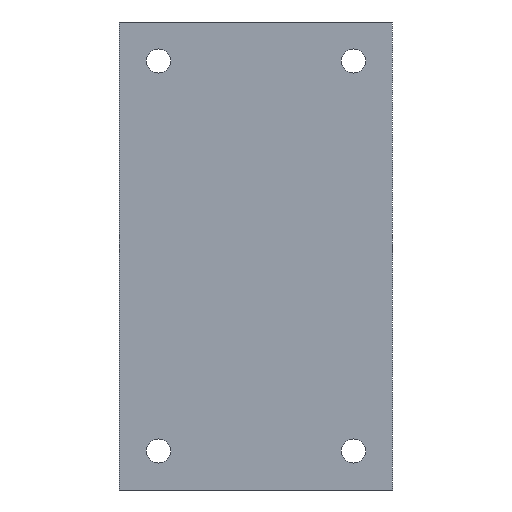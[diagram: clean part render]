
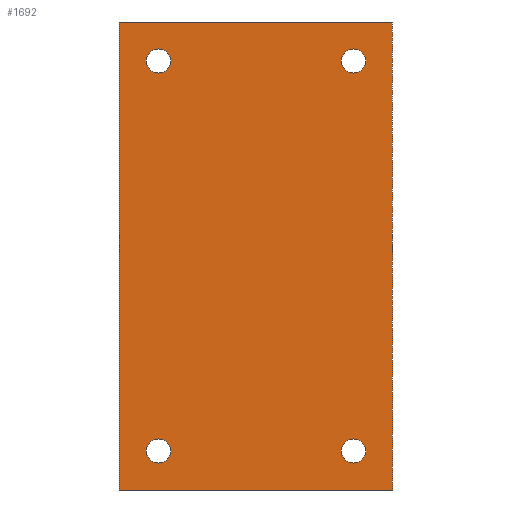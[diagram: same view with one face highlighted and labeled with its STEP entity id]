
A CAD part, front view. The second image highlights one B-rep face of the part: STEP entity #1692.
In plain terms, the highlighted planar face has unit normal (0, -1, 0).
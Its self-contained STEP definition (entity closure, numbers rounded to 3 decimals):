
#5 = CARTESIAN_POINT ( 'NONE',  ( -17.5, 0., -30. ) ) ;
#7 = EDGE_LOOP ( 'NONE', ( #1874, #483 ) ) ;
#35 = CARTESIAN_POINT ( 'NONE',  ( -12.5, 0., -25. ) ) ;
#67 = EDGE_LOOP ( 'NONE', ( #1086, #244, #2214, #1768 ) ) ;
#72 = CARTESIAN_POINT ( 'NONE',  ( 12.5, 0., -26.55 ) ) ;
#98 = VERTEX_POINT ( 'NONE', #195 ) ;
#108 = DIRECTION ( 'NONE',  ( 0., 1., 0. ) ) ;
#110 = VERTEX_POINT ( 'NONE', #1808 ) ;
#125 = VECTOR ( 'NONE', #1833, 1000. ) ;
#154 = VERTEX_POINT ( 'NONE', #556 ) ;
#194 = VERTEX_POINT ( 'NONE', #678 ) ;
#195 = CARTESIAN_POINT ( 'NONE',  ( -12.5, 0., 23.45 ) ) ;
#196 = DIRECTION ( 'NONE',  ( 0., 1., 0. ) ) ;
#227 = AXIS2_PLACEMENT_3D ( 'NONE', #1181, #108, #1203 ) ;
#244 = ORIENTED_EDGE ( 'NONE', *, *, #1523, .T. ) ;
#252 = DIRECTION ( 'NONE',  ( 0., 1., 0. ) ) ;
#260 = DIRECTION ( 'NONE',  ( 0., 0., 1. ) ) ;
#270 = ORIENTED_EDGE ( 'NONE', *, *, #1855, .T. ) ;
#275 = DIRECTION ( 'NONE',  ( 0., 0., 1. ) ) ;
#290 = FACE_BOUND ( 'NONE', #7, .T. ) ;
#298 = DIRECTION ( 'NONE',  ( 0., 0., 1. ) ) ;
#299 = EDGE_CURVE ( 'NONE', #2201, #621, #2153, .T. ) ;
#309 = AXIS2_PLACEMENT_3D ( 'NONE', #1617, #366, #2316 ) ;
#354 = CIRCLE ( 'NONE', #1299, 1.55 ) ;
#366 = DIRECTION ( 'NONE',  ( 0., 1., 0. ) ) ;
#380 = CARTESIAN_POINT ( 'NONE',  ( -12.5, 0., -26.55 ) ) ;
#396 = LINE ( 'NONE', #1117, #125 ) ;
#403 = VERTEX_POINT ( 'NONE', #1750 ) ;
#440 = CARTESIAN_POINT ( 'NONE',  ( 17.5, 0., 0. ) ) ;
#441 = EDGE_CURVE ( 'NONE', #194, #154, #599, .T. ) ;
#466 = CARTESIAN_POINT ( 'NONE',  ( 12.5, 0., -25. ) ) ;
#468 = FACE_OUTER_BOUND ( 'NONE', #67, .T. ) ;
#483 = ORIENTED_EDGE ( 'NONE', *, *, #1555, .T. ) ;
#510 = VERTEX_POINT ( 'NONE', #5 ) ;
#556 = CARTESIAN_POINT ( 'NONE',  ( 12.5, 0., 26.55 ) ) ;
#593 = ORIENTED_EDGE ( 'NONE', *, *, #1367, .T. ) ;
#596 = DIRECTION ( 'NONE',  ( 0., 0., 1. ) ) ;
#599 = CIRCLE ( 'NONE', #2219, 1.55 ) ;
#621 = VERTEX_POINT ( 'NONE', #1461 ) ;
#625 = DIRECTION ( 'NONE',  ( 0., 1., 0. ) ) ;
#648 = LINE ( 'NONE', #2212, #1521 ) ;
#654 = CARTESIAN_POINT ( 'NONE',  ( 0., 0., 0. ) ) ;
#678 = CARTESIAN_POINT ( 'NONE',  ( 12.5, 0., 23.45 ) ) ;
#724 = EDGE_CURVE ( 'NONE', #621, #2201, #1287, .T. ) ;
#725 = DIRECTION ( 'NONE',  ( 0., 0., 1. ) ) ;
#730 = ORIENTED_EDGE ( 'NONE', *, *, #724, .T. ) ;
#747 = ORIENTED_EDGE ( 'NONE', *, *, #299, .T. ) ;
#748 = CARTESIAN_POINT ( 'NONE',  ( 0., 0., 30. ) ) ;
#750 = EDGE_CURVE ( 'NONE', #98, #403, #1249, .T. ) ;
#807 = DIRECTION ( 'NONE',  ( 0., 0., 1. ) ) ;
#851 = DIRECTION ( 'NONE',  ( 0., 1., 0. ) ) ;
#862 = EDGE_LOOP ( 'NONE', ( #1425, #1786 ) ) ;
#896 = VERTEX_POINT ( 'NONE', #2326 ) ;
#922 = EDGE_CURVE ( 'NONE', #403, #98, #2263, .T. ) ;
#1041 = CARTESIAN_POINT ( 'NONE',  ( 12.5, 0., -25. ) ) ;
#1073 = CARTESIAN_POINT ( 'NONE',  ( 17.5, 0., 30. ) ) ;
#1086 = ORIENTED_EDGE ( 'NONE', *, *, #1135, .F. ) ;
#1092 = AXIS2_PLACEMENT_3D ( 'NONE', #1306, #1832, #260 ) ;
#1117 = CARTESIAN_POINT ( 'NONE',  ( -17.5, 0., 0. ) ) ;
#1129 = LINE ( 'NONE', #748, #1812 ) ;
#1131 = EDGE_LOOP ( 'NONE', ( #747, #730 ) ) ;
#1132 = DIRECTION ( 'NONE',  ( 0., 1., 0. ) ) ;
#1135 = EDGE_CURVE ( 'NONE', #1192, #1383, #1129, .T. ) ;
#1159 = EDGE_LOOP ( 'NONE', ( #270, #593 ) ) ;
#1178 = CARTESIAN_POINT ( 'NONE',  ( -17.5, 0., 30. ) ) ;
#1181 = CARTESIAN_POINT ( 'NONE',  ( -12.5, 0., 25. ) ) ;
#1189 = FACE_BOUND ( 'NONE', #1131, .T. ) ;
#1192 = VERTEX_POINT ( 'NONE', #1178 ) ;
#1203 = DIRECTION ( 'NONE',  ( 0., 0., 1. ) ) ;
#1217 = CIRCLE ( 'NONE', #1438, 1.55 ) ;
#1249 = CIRCLE ( 'NONE', #227, 1.55 ) ;
#1256 = CIRCLE ( 'NONE', #1597, 1.55 ) ;
#1274 = DIRECTION ( 'NONE',  ( 1., 0., 0. ) ) ;
#1287 = CIRCLE ( 'NONE', #2221, 1.55 ) ;
#1299 = AXIS2_PLACEMENT_3D ( 'NONE', #466, #2093, #298 ) ;
#1306 = CARTESIAN_POINT ( 'NONE',  ( -12.5, 0., -25. ) ) ;
#1367 = EDGE_CURVE ( 'NONE', #110, #1959, #1217, .T. ) ;
#1383 = VERTEX_POINT ( 'NONE', #1073 ) ;
#1415 = DIRECTION ( 'NONE',  ( 0., 0., 1. ) ) ;
#1425 = ORIENTED_EDGE ( 'NONE', *, *, #750, .T. ) ;
#1438 = AXIS2_PLACEMENT_3D ( 'NONE', #1041, #851, #1415 ) ;
#1461 = CARTESIAN_POINT ( 'NONE',  ( -12.5, 0., -23.45 ) ) ;
#1521 = VECTOR ( 'NONE', #2239, 1000. ) ;
#1523 = EDGE_CURVE ( 'NONE', #1192, #510, #396, .T. ) ;
#1524 = CARTESIAN_POINT ( 'NONE',  ( 12.5, 0., 25. ) ) ;
#1555 = EDGE_CURVE ( 'NONE', #154, #194, #1256, .T. ) ;
#1597 = AXIS2_PLACEMENT_3D ( 'NONE', #2206, #196, #725 ) ;
#1617 = CARTESIAN_POINT ( 'NONE',  ( -12.5, 0., 25. ) ) ;
#1671 = EDGE_CURVE ( 'NONE', #1383, #896, #2057, .T. ) ;
#1692 = ADVANCED_FACE ( 'NONE', ( #468, #1189, #1903, #1877, #290 ), #2272, .F. ) ;
#1702 = VECTOR ( 'NONE', #1892, 1000. ) ;
#1750 = CARTESIAN_POINT ( 'NONE',  ( -12.5, 0., 26.55 ) ) ;
#1768 = ORIENTED_EDGE ( 'NONE', *, *, #1671, .F. ) ;
#1786 = ORIENTED_EDGE ( 'NONE', *, *, #922, .T. ) ;
#1808 = CARTESIAN_POINT ( 'NONE',  ( 12.5, 0., -23.45 ) ) ;
#1812 = VECTOR ( 'NONE', #1274, 1000. ) ;
#1832 = DIRECTION ( 'NONE',  ( 0., 1., 0. ) ) ;
#1833 = DIRECTION ( 'NONE',  ( 0., 0., -1. ) ) ;
#1855 = EDGE_CURVE ( 'NONE', #1959, #110, #354, .T. ) ;
#1874 = ORIENTED_EDGE ( 'NONE', *, *, #441, .T. ) ;
#1877 = FACE_BOUND ( 'NONE', #862, .T. ) ;
#1892 = DIRECTION ( 'NONE',  ( 0., 0., -1. ) ) ;
#1903 = FACE_BOUND ( 'NONE', #1159, .T. ) ;
#1959 = VERTEX_POINT ( 'NONE', #72 ) ;
#2057 = LINE ( 'NONE', #440, #1702 ) ;
#2093 = DIRECTION ( 'NONE',  ( 0., 1., 0. ) ) ;
#2120 = AXIS2_PLACEMENT_3D ( 'NONE', #654, #252, #807 ) ;
#2153 = CIRCLE ( 'NONE', #1092, 1.55 ) ;
#2201 = VERTEX_POINT ( 'NONE', #380 ) ;
#2206 = CARTESIAN_POINT ( 'NONE',  ( 12.5, 0., 25. ) ) ;
#2212 = CARTESIAN_POINT ( 'NONE',  ( 0., 0., -30. ) ) ;
#2214 = ORIENTED_EDGE ( 'NONE', *, *, #2330, .T. ) ;
#2219 = AXIS2_PLACEMENT_3D ( 'NONE', #1524, #625, #275 ) ;
#2221 = AXIS2_PLACEMENT_3D ( 'NONE', #35, #1132, #596 ) ;
#2239 = DIRECTION ( 'NONE',  ( 1., 0., 0. ) ) ;
#2263 = CIRCLE ( 'NONE', #309, 1.55 ) ;
#2272 = PLANE ( 'NONE',  #2120 ) ;
#2316 = DIRECTION ( 'NONE',  ( 0., 0., 1. ) ) ;
#2326 = CARTESIAN_POINT ( 'NONE',  ( 17.5, 0., -30. ) ) ;
#2330 = EDGE_CURVE ( 'NONE', #510, #896, #648, .T. ) ;
